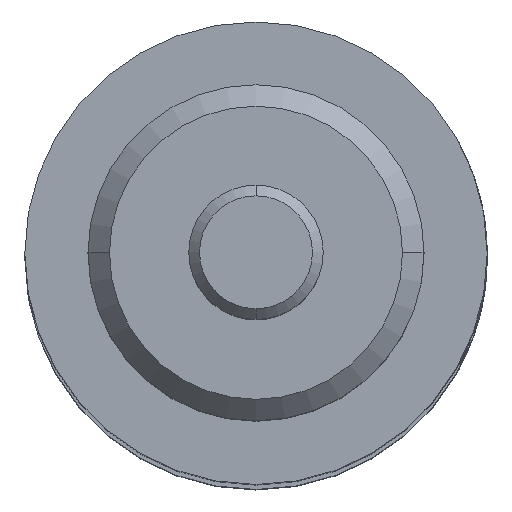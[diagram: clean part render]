
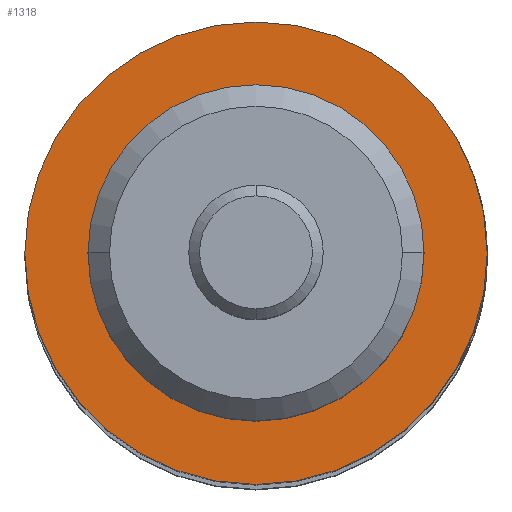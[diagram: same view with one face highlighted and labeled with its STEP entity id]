
A CAD part, top view. The second image highlights one B-rep face of the part: STEP entity #1318.
In plain terms, the highlighted face is planar.
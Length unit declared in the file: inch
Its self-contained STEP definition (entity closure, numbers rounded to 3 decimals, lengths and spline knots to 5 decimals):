
#8 = CARTESIAN_POINT ( 'NONE',  ( 0.5, 0., 0.43 ) ) ;
#137 = CARTESIAN_POINT ( 'NONE',  ( 0.5, 0.43, 0. ) ) ;
#160 = CARTESIAN_POINT ( 'NONE',  ( 0.5, 0., 0. ) ) ;
#278 = CARTESIAN_POINT ( 'NONE',  ( 0.5, 0., -0.43 ) ) ;
#329 = FACE_OUTER_BOUND ( 'NONE', #1179, .T. ) ;
#395 = DIRECTION ( 'NONE',  ( 0., 0., 1. ) ) ;
#401 = PLANE ( 'NONE',  #2178 ) ;
#490 = VERTEX_POINT ( 'NONE', #278 ) ;
#620 = VERTEX_POINT ( 'NONE', #1787 ) ;
#621 = ORIENTED_EDGE ( 'NONE', *, *, #2885, .F. ) ;
#638 = DIRECTION ( 'NONE',  ( 1., 0., 0. ) ) ;
#678 = AXIS2_PLACEMENT_3D ( 'NONE', #1065, #2714, #1307 ) ;
#703 = DIRECTION ( 'NONE',  ( -1., 0., 0. ) ) ;
#704 = VERTEX_POINT ( 'NONE', #8 ) ;
#760 = ORIENTED_EDGE ( 'NONE', *, *, #1419, .T. ) ;
#799 = ORIENTED_EDGE ( 'NONE', *, *, #1440, .F. ) ;
#886 = CARTESIAN_POINT ( 'NONE',  ( 0.5, 0., -0.3125 ) ) ;
#1001 = AXIS2_PLACEMENT_3D ( 'NONE', #160, #1826, #395 ) ;
#1065 = CARTESIAN_POINT ( 'NONE',  ( 0.5, 0., 0. ) ) ;
#1112 = ORIENTED_EDGE ( 'NONE', *, *, #1378, .T. ) ;
#1135 = VERTEX_POINT ( 'NONE', #886 ) ;
#1179 = EDGE_LOOP ( 'NONE', ( #1112, #760 ) ) ;
#1301 = CIRCLE ( 'NONE', #2181, 0.3125 ) ;
#1307 = DIRECTION ( 'NONE',  ( 0., 0., 1. ) ) ;
#1318 = ADVANCED_FACE ( 'NONE', ( #2229, #329 ), #401, .F. ) ;
#1378 = EDGE_CURVE ( 'NONE', #704, #490, #1904, .T. ) ;
#1390 = DIRECTION ( 'NONE',  ( -1., 0., 0. ) ) ;
#1419 = EDGE_CURVE ( 'NONE', #490, #704, #1833, .T. ) ;
#1440 = EDGE_CURVE ( 'NONE', #620, #1135, #2521, .T. ) ;
#1787 = CARTESIAN_POINT ( 'NONE',  ( 0.5, 0., 0.3125 ) ) ;
#1826 = DIRECTION ( 'NONE',  ( -1., 0., 0. ) ) ;
#1833 = CIRCLE ( 'NONE', #678, 0.43 ) ;
#1836 = EDGE_LOOP ( 'NONE', ( #799, #621 ) ) ;
#1904 = CIRCLE ( 'NONE', #2800, 0.43 ) ;
#2143 = CARTESIAN_POINT ( 'NONE',  ( 0.5, 0., 0. ) ) ;
#2178 = AXIS2_PLACEMENT_3D ( 'NONE', #137, #638, #2307 ) ;
#2181 = AXIS2_PLACEMENT_3D ( 'NONE', #2143, #703, #2369 ) ;
#2229 = FACE_BOUND ( 'NONE', #1836, .T. ) ;
#2307 = DIRECTION ( 'NONE',  ( 0., 0., -1. ) ) ;
#2369 = DIRECTION ( 'NONE',  ( 0., 0., 1. ) ) ;
#2521 = CIRCLE ( 'NONE', #1001, 0.3125 ) ;
#2714 = DIRECTION ( 'NONE',  ( -1., 0., 0. ) ) ;
#2791 = CARTESIAN_POINT ( 'NONE',  ( 0.5, 0., 0. ) ) ;
#2800 = AXIS2_PLACEMENT_3D ( 'NONE', #2791, #1390, #3020 ) ;
#2885 = EDGE_CURVE ( 'NONE', #1135, #620, #1301, .T. ) ;
#3020 = DIRECTION ( 'NONE',  ( 0., 0., 1. ) ) ;
